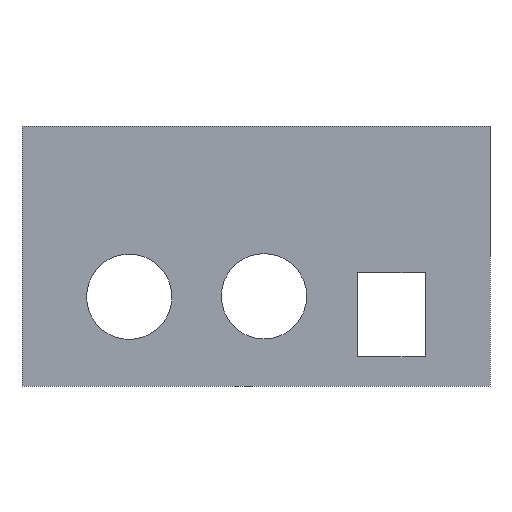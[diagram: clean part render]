
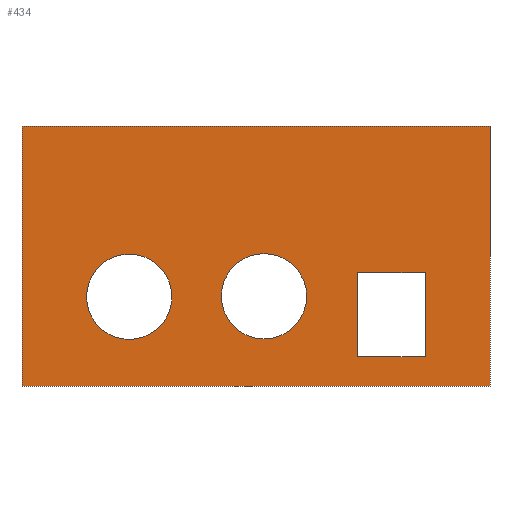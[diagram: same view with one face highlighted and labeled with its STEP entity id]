
A CAD part, front view. The second image highlights one B-rep face of the part: STEP entity #434.
In plain terms, the highlighted planar face has unit normal (0, -1, 0).
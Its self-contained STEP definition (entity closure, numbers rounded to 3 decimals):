
#15=FACE_BOUND('',#64,.T.);
#16=FACE_BOUND('',#65,.T.);
#17=FACE_BOUND('',#66,.T.);
#23=CIRCLE('',#471,8.2);
#25=CIRCLE('',#474,8.2);
#40=FACE_OUTER_BOUND('',#63,.T.);
#63=EDGE_LOOP('',(#339,#340,#341,#342));
#64=EDGE_LOOP('',(#343));
#65=EDGE_LOOP('',(#344));
#66=EDGE_LOOP('',(#345,#346,#347,#348));
#90=LINE('',#619,#144);
#99=LINE('',#635,#153);
#101=LINE('',#639,#155);
#108=LINE('',#652,#162);
#111=LINE('',#668,#165);
#112=LINE('',#670,#166);
#113=LINE('',#672,#167);
#114=LINE('',#673,#168);
#144=VECTOR('',#501,10.);
#153=VECTOR('',#516,10.);
#155=VECTOR('',#520,10.);
#162=VECTOR('',#535,10.);
#165=VECTOR('',#552,10.);
#166=VECTOR('',#553,10.);
#167=VECTOR('',#554,10.);
#168=VECTOR('',#555,10.);
#198=VERTEX_POINT('',#616);
#199=VERTEX_POINT('',#618);
#203=VERTEX_POINT('',#633);
#204=VERTEX_POINT('',#637);
#208=VERTEX_POINT('',#656);
#210=VERTEX_POINT('',#662);
#211=VERTEX_POINT('',#666);
#212=VERTEX_POINT('',#667);
#213=VERTEX_POINT('',#669);
#214=VERTEX_POINT('',#671);
#236=EDGE_CURVE('',#198,#199,#90,.T.);
#245=EDGE_CURVE('',#198,#203,#99,.T.);
#247=EDGE_CURVE('',#203,#204,#101,.T.);
#254=EDGE_CURVE('',#204,#199,#108,.T.);
#257=EDGE_CURVE('',#208,#208,#23,.T.);
#260=EDGE_CURVE('',#210,#210,#25,.T.);
#261=EDGE_CURVE('',#211,#212,#111,.T.);
#262=EDGE_CURVE('',#213,#211,#112,.T.);
#263=EDGE_CURVE('',#214,#213,#113,.T.);
#264=EDGE_CURVE('',#212,#214,#114,.T.);
#339=ORIENTED_EDGE('',*,*,#261,.F.);
#340=ORIENTED_EDGE('',*,*,#262,.F.);
#341=ORIENTED_EDGE('',*,*,#263,.F.);
#342=ORIENTED_EDGE('',*,*,#264,.F.);
#343=ORIENTED_EDGE('',*,*,#257,.T.);
#344=ORIENTED_EDGE('',*,*,#260,.T.);
#345=ORIENTED_EDGE('',*,*,#245,.T.);
#346=ORIENTED_EDGE('',*,*,#247,.T.);
#347=ORIENTED_EDGE('',*,*,#254,.T.);
#348=ORIENTED_EDGE('',*,*,#236,.F.);
#411=PLANE('',#475);
#434=ADVANCED_FACE('',(#40,#15,#16,#17),#411,.F.);
#471=AXIS2_PLACEMENT_3D('',#658,#541,#542);
#474=AXIS2_PLACEMENT_3D('',#664,#548,#549);
#475=AXIS2_PLACEMENT_3D('',#665,#550,#551);
#501=DIRECTION('',(-1.,0.,0.));
#516=DIRECTION('',(0.,0.,-1.));
#520=DIRECTION('',(-1.,0.,0.));
#535=DIRECTION('',(0.,0.,1.));
#541=DIRECTION('center_axis',(0.,1.,0.));
#542=DIRECTION('ref_axis',(0.,0.,1.));
#548=DIRECTION('center_axis',(0.,1.,0.));
#549=DIRECTION('ref_axis',(0.124,0.,-0.992));
#550=DIRECTION('center_axis',(0.,1.,0.));
#551=DIRECTION('ref_axis',(0.,0.,1.));
#552=DIRECTION('',(1.,0.,0.));
#553=DIRECTION('',(0.,0.,1.));
#554=DIRECTION('',(-1.,0.,0.));
#555=DIRECTION('',(0.,0.,-1.));
#616=CARTESIAN_POINT('',(72.4,-6.,36.812));
#618=CARTESIAN_POINT('',(59.4,-6.,36.812));
#619=CARTESIAN_POINT('',(49.479,-6.,36.812));
#633=CARTESIAN_POINT('',(72.4,-6.,20.612));
#635=CARTESIAN_POINT('',(72.4,-6.,20.612));
#637=CARTESIAN_POINT('',(59.4,-6.,20.612));
#639=CARTESIAN_POINT('',(59.4,-6.,20.612));
#652=CARTESIAN_POINT('',(59.4,-6.,36.812));
#656=CARTESIAN_POINT('',(33.199,-6.,32.252));
#658=CARTESIAN_POINT('Origin',(41.399,-6.,32.252));
#662=CARTESIAN_POINT('',(7.284,-6.,32.159));
#664=CARTESIAN_POINT('Origin',(15.484,-6.,32.159));
#665=CARTESIAN_POINT('Origin',(39.859,-6.,40.));
#666=CARTESIAN_POINT('',(-5.141,-6.,65.));
#667=CARTESIAN_POINT('',(84.859,-6.,65.));
#668=CARTESIAN_POINT('',(62.359,-6.,65.));
#669=CARTESIAN_POINT('',(-5.141,-6.,15.));
#670=CARTESIAN_POINT('',(-5.141,-6.,52.5));
#671=CARTESIAN_POINT('',(84.859,-6.,15.));
#672=CARTESIAN_POINT('',(17.359,-6.,15.));
#673=CARTESIAN_POINT('',(84.859,-6.,27.5));
